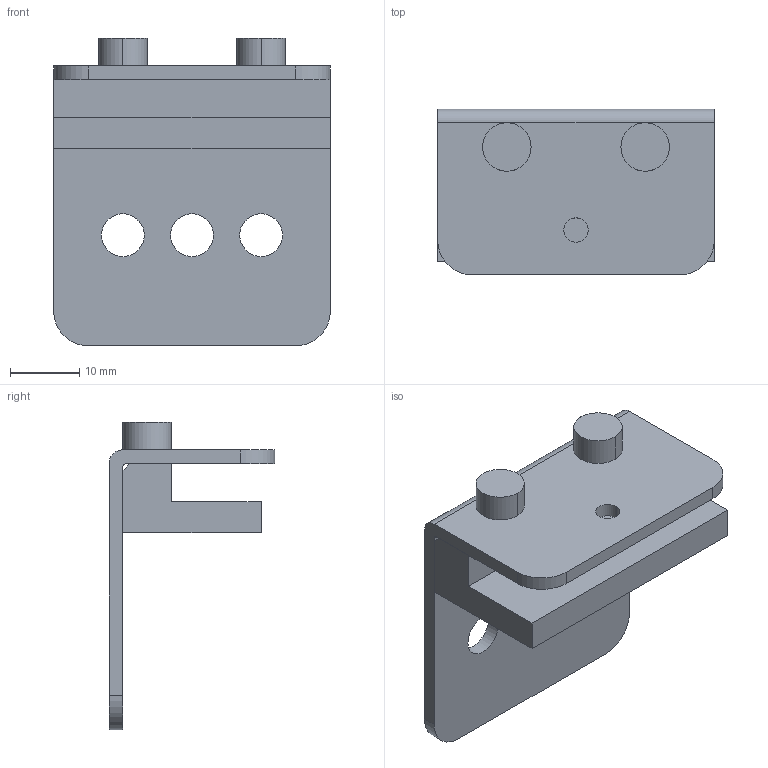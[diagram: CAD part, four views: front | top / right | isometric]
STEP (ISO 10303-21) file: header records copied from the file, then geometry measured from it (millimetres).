
FILE_DESCRIPTION((''),'2;1');
FILE_NAME('CAD-6707_ASM','2019-09-09T13:19:02',('creinig-se'),(''),'CREO PARAMETRIC BY PTC INC, 2018420','CREO PARAMETRIC BY PTC INC, 2018420','');
FILE_SCHEMA(('CONFIG_CONTROL_DESIGN','SHAPE_APPEARANCE_LAYERS_GROUPS'));
Length unit declared in the file: millimetre
Products named in the file (3): CAD-6707_04BJQ7B; CAD-6707_04BJQ9B; CAD-6707_ASM
Assembly tree (2 placements, depth 2):
  CAD-6707_ASM
    CAD-6707_04BJQ7B
    CAD-6707_04BJQ9B
Bounding box: 40 x 24 x 44.5 mm (x, y, z)
Volume: 10231.1 mm3; surface area: 8574.8 mm2
Topology: 2 solids, 2 shells, 53 faces, 136 edges, 96 vertices
Faces by surface type: cylinder 30, plane 23
Entity records: 2224 total; most frequent: DIRECTION 320, CARTESIAN_POINT 284, ORIENTED_EDGE 262, PRESENTATION_STYLE_ASSIGNMENT 141, STYLED_ITEM 141, CURVE_STYLE 139, EDGE_CURVE 131, AXIS2_PLACEMENT_3D 122
